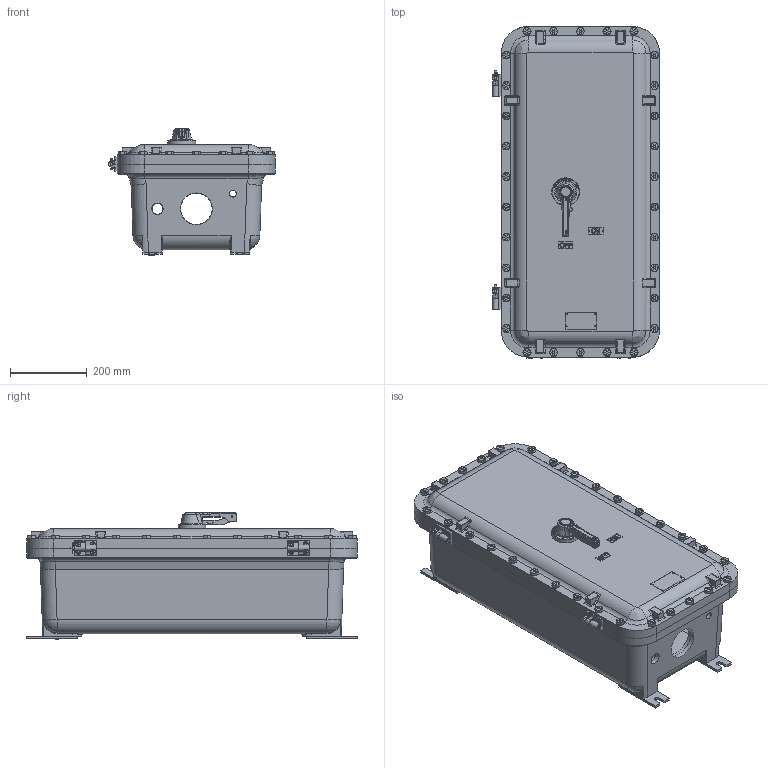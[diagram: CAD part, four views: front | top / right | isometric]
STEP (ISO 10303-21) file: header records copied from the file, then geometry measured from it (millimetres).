
FILE_DESCRIPTION(/* description */ ('B7CC'),/* implementation_level */ '2;1');
FILE_NAME(/* name */ 'B7CC.stp',/* time_stamp */ '2018-01-17T13:09:52+06:00',/* author */ ('avenkatesan'),/* organization */ (''),/* preprocessor_version */ 'ST-DEVELOPER v17',/* originating_system */ 'Autodesk Inventor 2018',/* authorisation */ '');
FILE_SCHEMA (('AUTOMOTIVE_DESIGN { 1 0 10303 214 3 1 1 }'));
Products named in the file (28): B7CC; 16421; 17890; Hinge 11B; 18094; 18147AABB; Hinge 11T; 18095; 18093; SAE J487a - 1/8 x 3/4    Extended Prong Square Cut Type; 0720361B; 0106275B; 16972AAAB; EXH1A8; 17840AAAB locking pawl cbh-100; ANSI B18.8.2 - 1/8 x 5/8; 17623; 17858AAAB Shaft 250A Long Reach; 17852AAAB Bushing Slide W-Detents 250A; 17859AAAB 250A Trip Plate; ANSI B18.8.2 - 5/32 x 1 1/4; 17857AAAB; 0240150M; 17863AAAM Lock Collar 260A; ASME B18.27.2 NA4 - 3/4; 17947 OFF; 17947 ON; 20699AAAB
Assembly tree (75 placements, depth 3):
  B7CC
    16421
    17890
    Hinge 11B
      18094
      18093
    18147AABB  x8
    Hinge 11T
      18095
      18093
      SAE J487a - 1/8 x 3/4    Extended Prong Square Cut Type
    0720361B  x30
    0106275B  x4
    16972AAAB  x8
    EXH1A8
      17840AAAB locking pawl cbh-100
      ANSI B18.8.2 - 1/8 x 5/8
      17623
      17858AAAB Shaft 250A Long Reach
      17852AAAB Bushing Slide W-Detents 250A
      17859AAAB 250A Trip Plate
      ASME B18.27.2 NA4 - 3/4  x2
      ANSI B18.8.2 - 5/32 x 1 1/4
      17857AAAB
      0240150M
      17863AAAM Lock Collar 260A
    17947 OFF
    17947 ON
    20699AAAB
Bounding box: 435.71 x 866.77 x 331.6 mm (x, y, z)
Volume: 24855051.9 mm3; surface area: 2730269.1 mm2
Topology: 74 solids, 74 shells, 5135 faces, 13415 edges, 8597 vertices
Faces by surface type: plane 3339, cylinder 754, cone 516, bspline 330, torus 162, sphere 34
Full cylindrical faces by diameter (mm): 1.981 x4, 2.184 x4, 2.54 x4, 2.769 x4, 2.779 x1, 3.175 x2, 3.454 x1, 3.683 x5, 3.962 x3, 4.978 x4, 5.08 x1, 5.105 x2, 5.613 x8, 6.198 x8, 6.746 x8, 7.137 x3, 7.798 x8, 7.95 x2, 8.075 x2, 8.077 x4, 9.286 x8, 10.16 x2, 10.312 x8, 10.592 x30, 12.294 x30, 12.418 x8, 12.423 x30, 13.487 x30, 13.494 x4, 14.529 x1
Entity records: 85166 total; most frequent: CARTESIAN_POINT 26259, ORIENTED_EDGE 12216, DIRECTION 11396, EDGE_CURVE 6108, AXIS2_PLACEMENT_3D 4047, VERTEX_POINT 4012, LINE 3302, VECTOR 3302
